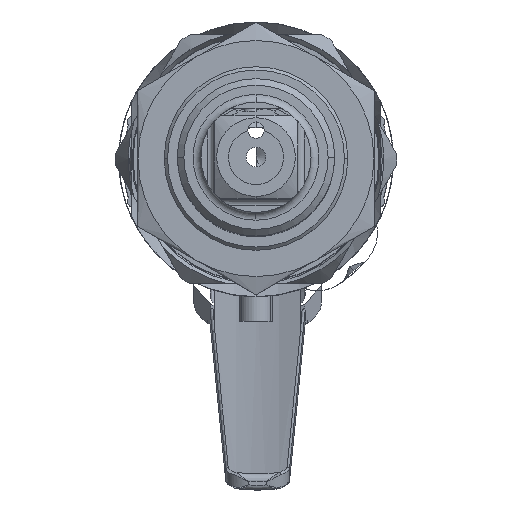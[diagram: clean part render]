
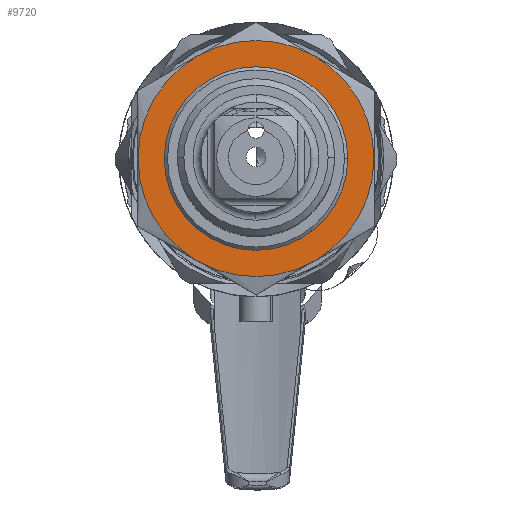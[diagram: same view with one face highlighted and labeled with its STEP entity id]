
A CAD part, top view. The second image highlights one B-rep face of the part: STEP entity #9720.
In plain terms, the highlighted planar face has unit normal (0, 0, 1).
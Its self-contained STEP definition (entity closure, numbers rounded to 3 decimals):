
#9223=CARTESIAN_POINT('',(0.,0.,378.74));
#9224=DIRECTION('',(0.,0.,1.));
#9225=DIRECTION('',(0.,-1.,0.));
#9226=AXIS2_PLACEMENT_3D('',#9223,#9224,#9225);
#9228=CARTESIAN_POINT('',(0.,0.,378.74));
#9229=DIRECTION('',(0.,0.,1.));
#9230=DIRECTION('',(0.,1.,0.));
#9231=AXIS2_PLACEMENT_3D('',#9228,#9229,#9230);
#9233=CARTESIAN_POINT('',(0.,0.,378.74));
#9234=DIRECTION('',(0.,0.,1.));
#9235=DIRECTION('',(1.,0.,0.));
#9236=AXIS2_PLACEMENT_3D('',#9233,#9234,#9235);
#9238=CARTESIAN_POINT('',(0.,0.,378.74));
#9239=DIRECTION('',(0.,0.,1.));
#9240=DIRECTION('',(0.5,-0.866,0.));
#9241=AXIS2_PLACEMENT_3D('',#9238,#9239,#9240);
#9243=CARTESIAN_POINT('',(0.,0.,378.74));
#9244=DIRECTION('',(0.,0.,1.));
#9245=DIRECTION('',(-1.,0.,0.));
#9246=AXIS2_PLACEMENT_3D('',#9243,#9244,#9245);
#9248=CARTESIAN_POINT('',(0.,0.,378.74));
#9249=DIRECTION('',(0.,0.,1.));
#9250=DIRECTION('',(-0.5,0.866,0.));
#9251=AXIS2_PLACEMENT_3D('',#9248,#9249,#9250);
#9258=CARTESIAN_POINT('',(0.,0.,378.74));
#9259=DIRECTION('',(0.,0.,1.));
#9260=DIRECTION('',(0.5,0.866,0.));
#9261=AXIS2_PLACEMENT_3D('',#9258,#9259,#9260);
#9292=CARTESIAN_POINT('',(-18.,0.,378.74));
#9406=CARTESIAN_POINT('',(9.,15.588,378.74));
#9446=CARTESIAN_POINT('',(0.,0.,378.74));
#9447=DIRECTION('',(0.,0.,1.));
#9448=DIRECTION('',(-0.5,-0.866,0.));
#9449=AXIS2_PLACEMENT_3D('',#9446,#9447,#9448);
#9480=CARTESIAN_POINT('',(-9.,15.588,378.74));
#9524=CARTESIAN_POINT('',(-9.,-15.588,378.74));
#9568=CARTESIAN_POINT('',(18.,0.,
378.74));
#9612=CARTESIAN_POINT('',(9.,-15.588,378.74));
#9627=CARTESIAN_POINT('',(0.,14.,378.74));
#9628=CARTESIAN_POINT('',(0.,-14.,378.74));
#9629=VERTEX_POINT('',#9627);
#9630=VERTEX_POINT('',#9628);
#9683=VERTEX_POINT('',#9524);
#9684=VERTEX_POINT('',#9292);
#9685=VERTEX_POINT('',#9480);
#9689=VERTEX_POINT('',#9406);
#9690=VERTEX_POINT('',#9568);
#9691=VERTEX_POINT('',#9612);
#9695=CARTESIAN_POINT('',(0.,0.,378.74));
#9696=DIRECTION('',(0.,0.,-1.));
#9697=DIRECTION('',(0.,-1.,0.));
#9698=AXIS2_PLACEMENT_3D('',#9695,#9696,#9697);
#9699=PLANE('',#9698);
#9701=ORIENTED_EDGE('',*,*,#9700,.F.);
#9703=ORIENTED_EDGE('',*,*,#9702,.F.);
#9705=ORIENTED_EDGE('',*,*,#9704,.F.);
#9707=ORIENTED_EDGE('',*,*,#9706,.F.);
#9709=ORIENTED_EDGE('',*,*,#9708,.F.);
#9711=ORIENTED_EDGE('',*,*,#9710,.F.);
#9712=EDGE_LOOP('',(#9701,#9703,#9705,#9707,#9709,#9711));
#9713=FACE_OUTER_BOUND('',#9712,.F.);
#9715=ORIENTED_EDGE('',*,*,#9714,.T.);
#9717=ORIENTED_EDGE('',*,*,#9716,.T.);
#9718=EDGE_LOOP('',(#9715,#9717));
#9719=FACE_BOUND('',#9718,.F.);
#9720=ADVANCED_FACE('',(#9713,#9719),#9699,.F.);
#9227=CIRCLE('',#9226,14.);
#9232=CIRCLE('',#9231,14.);
#9237=CIRCLE('',#9236,18.);
#9242=CIRCLE('',#9241,18.);
#9247=CIRCLE('',#9246,18.);
#9252=CIRCLE('',#9251,18.);
#9262=CIRCLE('',#9261,18.);
#9450=CIRCLE('',#9449,18.);
#9700=EDGE_CURVE('',#9689,#9685,#9262,.T.);
#9702=EDGE_CURVE('',#9690,#9689,#9237,.T.);
#9704=EDGE_CURVE('',#9691,#9690,#9242,.T.);
#9706=EDGE_CURVE('',#9683,#9691,#9450,.T.);
#9708=EDGE_CURVE('',#9684,#9683,#9247,.T.);
#9710=EDGE_CURVE('',#9685,#9684,#9252,.T.);
#9714=EDGE_CURVE('',#9630,#9629,#9227,.T.);
#9716=EDGE_CURVE('',#9629,#9630,#9232,.T.);
